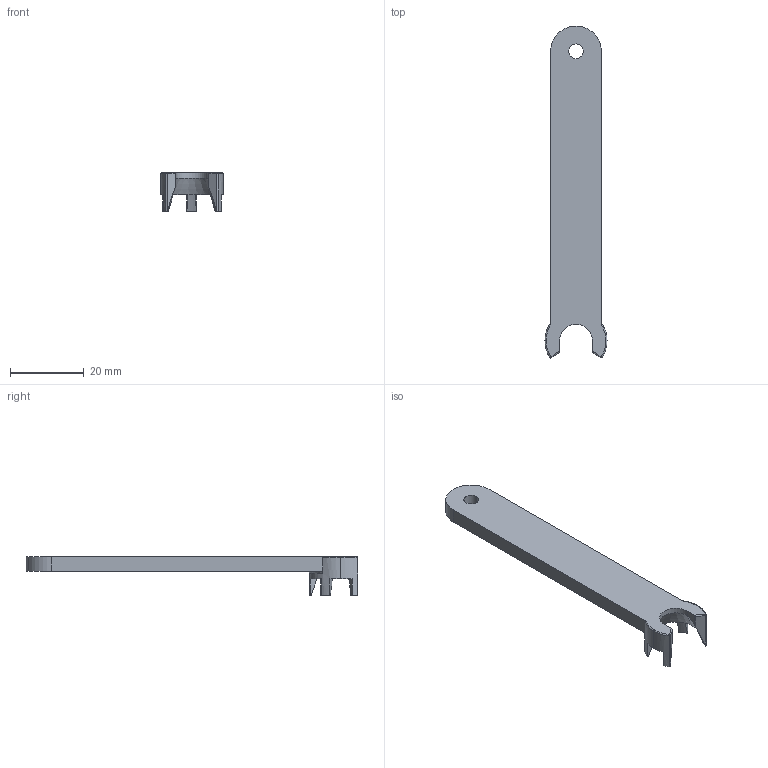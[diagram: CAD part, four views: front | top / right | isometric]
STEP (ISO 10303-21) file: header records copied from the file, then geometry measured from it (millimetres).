
FILE_DESCRIPTION (( 'STEP AP203' ), '1' );
FILE_NAME ('SPANNER E11M .STEP', '2019-04-08T05:57:51', ( '' ), ( '' ), 'SwSTEP 2.0', 'SolidWorks 2014', '' );
FILE_SCHEMA (( 'CONFIG_CONTROL_DESIGN' ));
Length unit declared in the file: millimetre
Products named in the file (1): SPANNER E11M 
Bounding box: 16.8 x 89.88 x 10.5 mm (x, y, z)
Volume: 4750.7 mm3; surface area: 3427.8 mm2
Topology: 1 solids, 1 shells, 52 faces, 135 edges, 83 vertices
Faces by surface type: plane 25, cylinder 13, cone 8, bspline 6
Entity records: 1823 total; most frequent: CARTESIAN_POINT 516, ORIENTED_EDGE 266, DIRECTION 254, EDGE_CURVE 133, AXIS2_PLACEMENT_3D 94, VERTEX_POINT 83, VECTOR 66, LINE 66
